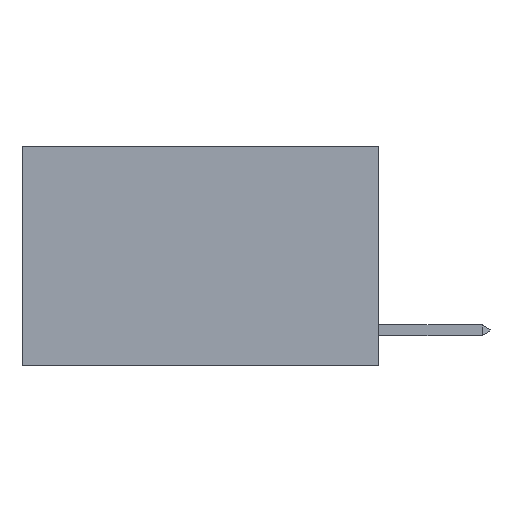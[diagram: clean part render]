
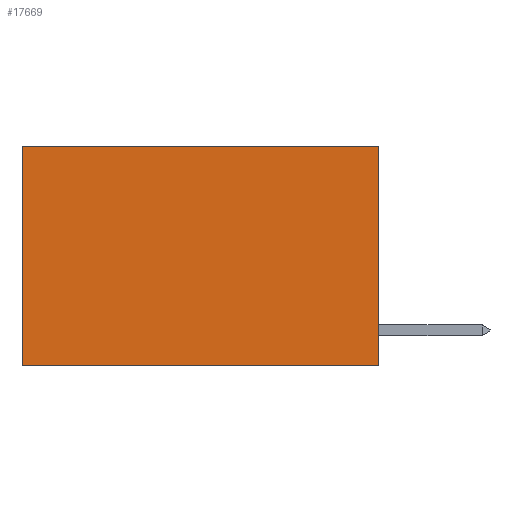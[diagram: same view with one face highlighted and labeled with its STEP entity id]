
A CAD part, left-side view. The second image highlights one B-rep face of the part: STEP entity #17669.
In plain terms, the highlighted planar face has unit normal (-1, 0, 0).
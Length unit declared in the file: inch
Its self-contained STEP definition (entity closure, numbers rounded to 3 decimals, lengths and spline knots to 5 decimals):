
#1760 = VERTEX_POINT ( 'NONE', #20557 ) ;
#2063 = DIRECTION ( 'NONE',  ( 0., 0., -1. ) ) ;
#2496 = CARTESIAN_POINT ( 'NONE',  ( 0.2625, 0.6, 0. ) ) ;
#3911 = EDGE_CURVE ( 'NONE', #20002, #1760, #18580, .T. ) ;
#4023 = CARTESIAN_POINT ( 'NONE',  ( 0.2625, 0., 0. ) ) ;
#6002 = ORIENTED_EDGE ( 'NONE', *, *, #3911, .F. ) ;
#6034 = VECTOR ( 'NONE', #14373, 39.37008 ) ;
#6198 = DIRECTION ( 'NONE',  ( 0., 1., 0. ) ) ;
#6931 = VECTOR ( 'NONE', #16121, 39.37008 ) ;
#8190 = ORIENTED_EDGE ( 'NONE', *, *, #18042, .T. ) ;
#8515 = CARTESIAN_POINT ( 'NONE',  ( 0.2625, 0., 0. ) ) ;
#8978 = ORIENTED_EDGE ( 'NONE', *, *, #19439, .T. ) ;
#10087 = CARTESIAN_POINT ( 'NONE',  ( 0.2625, 0., 0. ) ) ;
#10919 = VECTOR ( 'NONE', #6198, 39.37008 ) ;
#11062 = DIRECTION ( 'NONE',  ( 0., 0., -1. ) ) ;
#11702 = LINE ( 'NONE', #12201, #6034 ) ;
#12201 = CARTESIAN_POINT ( 'NONE',  ( 0.2625, 0., -0.37 ) ) ;
#14373 = DIRECTION ( 'NONE',  ( 0., 1., 0. ) ) ;
#14979 = DIRECTION ( 'NONE',  ( 1., 0., 0. ) ) ;
#16094 = AXIS2_PLACEMENT_3D ( 'NONE', #8515, #14979, #2063 ) ;
#16121 = DIRECTION ( 'NONE',  ( 0., 0., -1. ) ) ;
#17669 = ADVANCED_FACE ( 'NONE', ( #21390 ), #25499, .F. ) ;
#17788 = VERTEX_POINT ( 'NONE', #25866 ) ;
#18042 = EDGE_CURVE ( 'NONE', #24707, #17788, #23347, .T. ) ;
#18580 = LINE ( 'NONE', #25890, #22882 ) ;
#19439 = EDGE_CURVE ( 'NONE', #20002, #24707, #22311, .T. ) ;
#20002 = VERTEX_POINT ( 'NONE', #10087 ) ;
#20351 = CARTESIAN_POINT ( 'NONE',  ( 0.2625, 0.6, 0. ) ) ;
#20557 = CARTESIAN_POINT ( 'NONE',  ( 0.2625, 0., -0.37 ) ) ;
#20848 = EDGE_LOOP ( 'NONE', ( #8190, #26909, #6002, #8978 ) ) ;
#21390 = FACE_OUTER_BOUND ( 'NONE', #20848, .T. ) ;
#22311 = LINE ( 'NONE', #4023, #10919 ) ;
#22882 = VECTOR ( 'NONE', #11062, 39.37008 ) ;
#23347 = LINE ( 'NONE', #20351, #6931 ) ;
#24707 = VERTEX_POINT ( 'NONE', #2496 ) ;
#25499 = PLANE ( 'NONE',  #16094 ) ;
#25866 = CARTESIAN_POINT ( 'NONE',  ( 0.2625, 0.6, -0.37 ) ) ;
#25890 = CARTESIAN_POINT ( 'NONE',  ( 0.2625, 0., 0. ) ) ;
#26909 = ORIENTED_EDGE ( 'NONE', *, *, #27842, .F. ) ;
#27842 = EDGE_CURVE ( 'NONE', #1760, #17788, #11702, .T. ) ;
